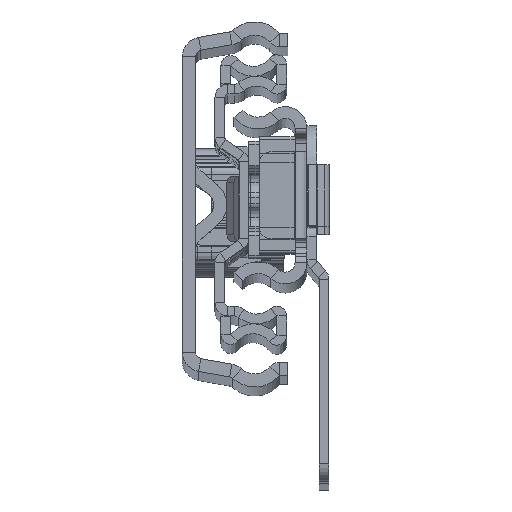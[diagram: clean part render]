
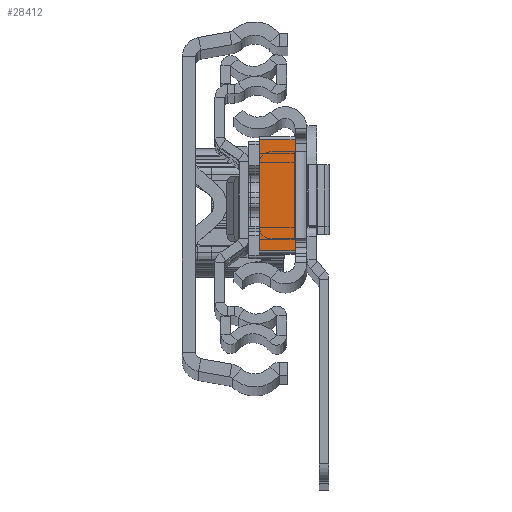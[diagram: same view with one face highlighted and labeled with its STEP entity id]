
A CAD part, top view. The second image highlights one B-rep face of the part: STEP entity #28412.
In plain terms, the highlighted planar face has unit normal (0, 0, 1).
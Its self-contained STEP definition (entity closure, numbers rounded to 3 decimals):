
#258 = LINE ( 'NONE', #20075, #27021 ) ;
#799 = EDGE_CURVE ( 'NONE', #22301, #26166, #4667, .T. ) ;
#1420 = DIRECTION ( 'NONE',  ( 0., 0., 1. ) ) ;
#3443 = CARTESIAN_POINT ( 'NONE',  ( 0., 8.5, 0. ) ) ;
#4667 = LINE ( 'NONE', #16621, #8207 ) ;
#7157 = DIRECTION ( 'NONE',  ( 0., -1., 0. ) ) ;
#8207 = VECTOR ( 'NONE', #14661, 1000. ) ;
#8277 = ORIENTED_EDGE ( 'NONE', *, *, #799, .T. ) ;
#8961 = FACE_OUTER_BOUND ( 'NONE', #29085, .T. ) ;
#9618 = LINE ( 'NONE', #19608, #20154 ) ;
#12421 = VECTOR ( 'NONE', #13603, 1000. ) ;
#13603 = DIRECTION ( 'NONE',  ( -1., 0., 0. ) ) ;
#14661 = DIRECTION ( 'NONE',  ( 1., 0., 0. ) ) ;
#15577 = LINE ( 'NONE', #3443, #12421 ) ;
#15679 = ORIENTED_EDGE ( 'NONE', *, *, #31263, .T. ) ;
#16210 = CARTESIAN_POINT ( 'NONE',  ( 0., 8.5, 0. ) ) ;
#16615 = ORIENTED_EDGE ( 'NONE', *, *, #18426, .T. ) ;
#16621 = CARTESIAN_POINT ( 'NONE',  ( 0., -8.5, 0. ) ) ;
#18426 = EDGE_CURVE ( 'NONE', #26166, #26969, #258, .T. ) ;
#19608 = CARTESIAN_POINT ( 'NONE',  ( 0., 11114.482, 0. ) ) ;
#19846 = AXIS2_PLACEMENT_3D ( 'NONE', #29127, #1420, #24031 ) ;
#20075 = CARTESIAN_POINT ( 'NONE',  ( 5.5, 11114.482, 0. ) ) ;
#20154 = VECTOR ( 'NONE', #7157, 1000. ) ;
#21708 = CARTESIAN_POINT ( 'NONE',  ( 0., -8.5, 0. ) ) ;
#22301 = VERTEX_POINT ( 'NONE', #21708 ) ;
#22969 = EDGE_CURVE ( 'NONE', #25487, #22301, #9618, .T. ) ;
#22987 = CARTESIAN_POINT ( 'NONE',  ( 5.5, -8.5, 0. ) ) ;
#24031 = DIRECTION ( 'NONE',  ( 1., 0., 0. ) ) ;
#25487 = VERTEX_POINT ( 'NONE', #16210 ) ;
#26166 = VERTEX_POINT ( 'NONE', #22987 ) ;
#26969 = VERTEX_POINT ( 'NONE', #29972 ) ;
#27021 = VECTOR ( 'NONE', #27310, 1000. ) ;
#27310 = DIRECTION ( 'NONE',  ( 0., 1., 0. ) ) ;
#28412 = ADVANCED_FACE ( 'NONE', ( #8961 ), #31592, .T. ) ;
#29085 = EDGE_LOOP ( 'NONE', ( #30551, #8277, #16615, #15679 ) ) ;
#29127 = CARTESIAN_POINT ( 'NONE',  ( 0., 11114.482, 0. ) ) ;
#29972 = CARTESIAN_POINT ( 'NONE',  ( 5.5, 8.5, 0. ) ) ;
#30551 = ORIENTED_EDGE ( 'NONE', *, *, #22969, .T. ) ;
#31263 = EDGE_CURVE ( 'NONE', #26969, #25487, #15577, .T. ) ;
#31592 = PLANE ( 'NONE',  #19846 ) ;
